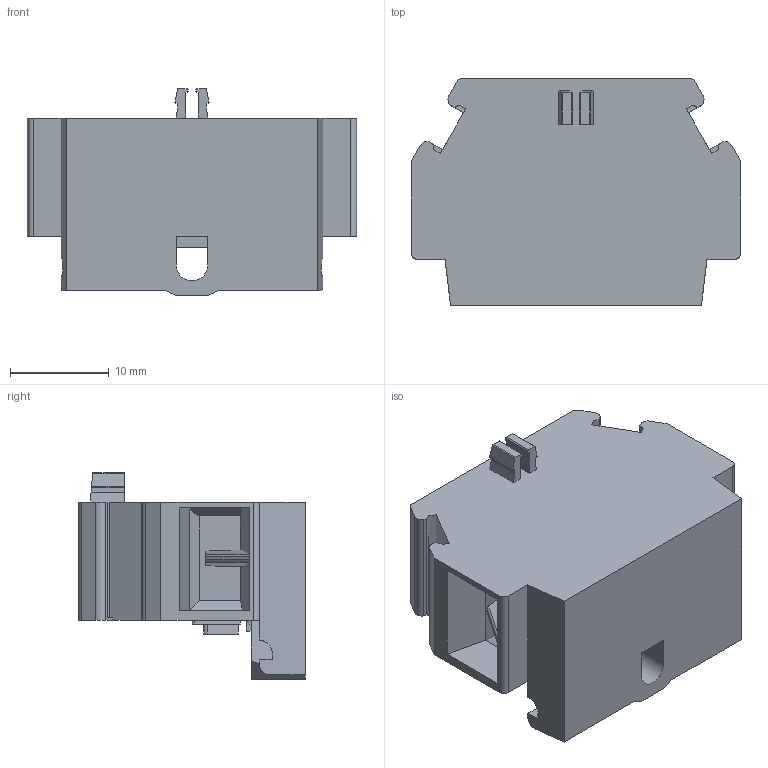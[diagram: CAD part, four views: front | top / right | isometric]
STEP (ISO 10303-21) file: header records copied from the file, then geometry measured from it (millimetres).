
FILE_DESCRIPTION(/* description */ ('Unknown'),/* implementation_level */ '2;1');
FILE_NAME(/* name */ 'MCT4P4_3D_SOLID',/* time_stamp */ '2024-12-11T11:14:20+06:00',/* author */ ('Unknown'),/* organization */ ('Unknown'),/* preprocessor_version */ 'ST-DEVELOPER v16.7',/* originating_system */ 'Solid Edge',/* authorisation */ 'Unknown');
FILE_SCHEMA (('AUTOMOTIVE_DESIGN {1 0 10303 214 3 1 1}'));
Length unit declared in the file: millimetre
Products named in the file (1): MCT4P4_3D_SOLID
Bounding box: 33.42 x 23 x 21 mm (x, y, z)
Volume: 7493.1 mm3; surface area: 3971.2 mm2
Topology: 1 solids, 1 shells, 195 faces, 538 edges, 354 vertices
Faces by surface type: plane 164, cylinder 31
Entity records: 6160 total; most frequent: CARTESIAN_POINT 1088, ORIENTED_EDGE 1076, DIRECTION 996, EDGE_CURVE 538, LINE 472, VECTOR 472, VERTEX_POINT 354, AXIS2_PLACEMENT_3D 262
